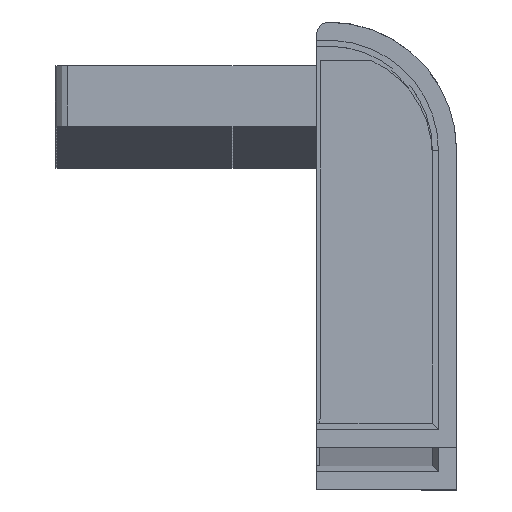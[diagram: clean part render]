
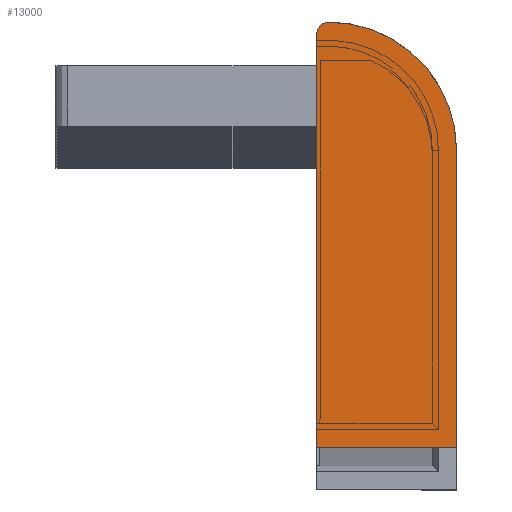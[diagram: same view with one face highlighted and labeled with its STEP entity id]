
A CAD part, top view. The second image highlights one B-rep face of the part: STEP entity #13000.
In plain terms, the highlighted planar face has unit normal (0, 0, 1).
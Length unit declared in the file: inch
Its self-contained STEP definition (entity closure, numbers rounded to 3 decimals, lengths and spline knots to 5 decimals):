
#217 = EDGE_CURVE ( 'NONE', #375, #8122, #7700, .T. ) ;
#358 = ORIENTED_EDGE ( 'NONE', *, *, #5422, .F. ) ;
#375 = VERTEX_POINT ( 'NONE', #12921 ) ;
#522 = CARTESIAN_POINT ( 'NONE',  ( 0.01744, 0.30709, 39.88189 ) ) ;
#539 = DIRECTION ( 'NONE',  ( 0., 1., 0. ) ) ;
#543 = CARTESIAN_POINT ( 'NONE',  ( -0.07705, 0.65354, 39.88189 ) ) ;
#565 = ORIENTED_EDGE ( 'NONE', *, *, #217, .F. ) ;
#883 = CARTESIAN_POINT ( 'NONE',  ( -0.07705, 0.63386, 39.88189 ) ) ;
#1137 = CARTESIAN_POINT ( 'NONE',  ( -0.09673, -0.03937, 39.88189 ) ) ;
#1282 = ORIENTED_EDGE ( 'NONE', *, *, #10300, .F. ) ;
#1602 = DIRECTION ( 'NONE',  ( 0., 0., -1. ) ) ;
#1866 = FACE_OUTER_BOUND ( 'NONE', #9315, .T. ) ;
#2179 = CARTESIAN_POINT ( 'NONE',  ( -0.09673, 0.63386, 39.88189 ) ) ;
#2276 = CARTESIAN_POINT ( 'NONE',  ( 0.13162, -0.03937, 39.88189 ) ) ;
#2439 = VECTOR ( 'NONE', #539, 39.37008 ) ;
#2975 = DIRECTION ( 'NONE',  ( -1., 0., 0. ) ) ;
#3029 = DIRECTION ( 'NONE',  ( -1., 0., 0. ) ) ;
#3535 = DIRECTION ( 'NONE',  ( 0., 0., -1. ) ) ;
#4514 = CARTESIAN_POINT ( 'NONE',  ( 0.13162, 0.30709, 39.88189 ) ) ;
#5422 = EDGE_CURVE ( 'NONE', #8122, #7732, #6217, .T. ) ;
#5799 = AXIS2_PLACEMENT_3D ( 'NONE', #522, #1602, #6765 ) ;
#5853 = CIRCLE ( 'NONE', #10627, 0.20866 ) ;
#6217 = LINE ( 'NONE', #10360, #10148 ) ;
#6755 = EDGE_CURVE ( 'NONE', #10220, #10256, #6860, .T. ) ;
#6765 = DIRECTION ( 'NONE',  ( -1., 0., 0. ) ) ;
#6860 = CIRCLE ( 'NONE', #7293, 0.01969 ) ;
#7001 = ORIENTED_EDGE ( 'NONE', *, *, #6755, .F. ) ;
#7293 = AXIS2_PLACEMENT_3D ( 'NONE', #883, #8136, #2975 ) ;
#7700 = LINE ( 'NONE', #4514, #12473 ) ;
#7732 = VERTEX_POINT ( 'NONE', #1137 ) ;
#8122 = VERTEX_POINT ( 'NONE', #2276 ) ;
#8136 = DIRECTION ( 'NONE',  ( 0., 0., -1. ) ) ;
#8878 = ORIENTED_EDGE ( 'NONE', *, *, #9211, .F. ) ;
#9211 = EDGE_CURVE ( 'NONE', #7732, #10220, #11882, .T. ) ;
#9315 = EDGE_LOOP ( 'NONE', ( #7001, #8878, #358, #565, #1282 ) ) ;
#10022 = PLANE ( 'NONE',  #5799 ) ;
#10148 = VECTOR ( 'NONE', #3029, 39.37008 ) ;
#10220 = VERTEX_POINT ( 'NONE', #2179 ) ;
#10256 = VERTEX_POINT ( 'NONE', #543 ) ;
#10300 = EDGE_CURVE ( 'NONE', #10256, #375, #5853, .T. ) ;
#10360 = CARTESIAN_POINT ( 'NONE',  ( 0.01744, -0.03937, 39.88189 ) ) ;
#10627 = AXIS2_PLACEMENT_3D ( 'NONE', #12839, #3535, #11888 ) ;
#11714 = DIRECTION ( 'NONE',  ( 0., -1., 0. ) ) ;
#11882 = LINE ( 'NONE', #13090, #2439 ) ;
#11888 = DIRECTION ( 'NONE',  ( 1., 0., 0. ) ) ;
#12473 = VECTOR ( 'NONE', #11714, 39.37008 ) ;
#12839 = CARTESIAN_POINT ( 'NONE',  ( -0.07705, 0.44488, 39.88189 ) ) ;
#12921 = CARTESIAN_POINT ( 'NONE',  ( 0.13162, 0.44488, 39.88189 ) ) ;
#13000 = ADVANCED_FACE ( 'NONE', ( #1866 ), #10022, .F. ) ;
#13090 = CARTESIAN_POINT ( 'NONE',  ( -0.09673, 0.65354, 39.88189 ) ) ;
